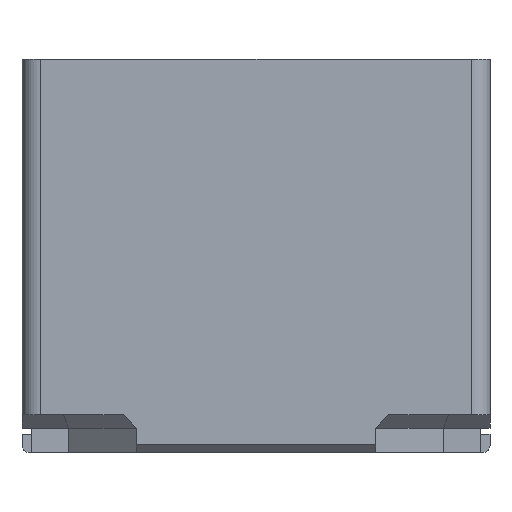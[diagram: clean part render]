
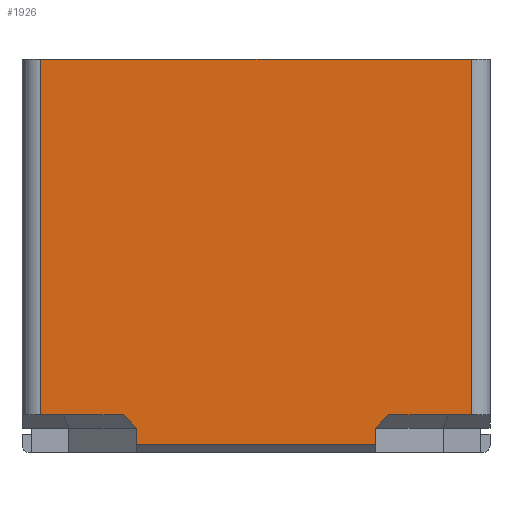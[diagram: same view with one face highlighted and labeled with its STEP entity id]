
A CAD part, left-side view. The second image highlights one B-rep face of the part: STEP entity #1926.
In plain terms, the highlighted planar face has unit normal (-1, 0, 0).
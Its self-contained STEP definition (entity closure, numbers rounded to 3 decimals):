
#95=PLANE('',#2085);
#196=FACE_OUTER_BOUND('',#300,.T.);
#300=EDGE_LOOP('',(#1759,#1760,#1761,#1762,#1763,#1764,#1765,#1766,#1767,
#1768));
#343=LINE('',#2715,#567);
#373=LINE('',#2771,#597);
#408=LINE('',#2900,#632);
#412=LINE('',#2915,#636);
#424=LINE('',#2942,#648);
#429=LINE('',#2952,#653);
#456=LINE('',#3006,#680);
#461=LINE('',#3014,#685);
#462=LINE('',#3016,#686);
#524=LINE('',#3142,#748);
#567=VECTOR('',#2180,10.);
#597=VECTOR('',#2214,10.);
#632=VECTOR('',#2351,10.);
#636=VECTOR('',#2369,10.);
#648=VECTOR('',#2389,10.);
#653=VECTOR('',#2396,10.);
#680=VECTOR('',#2441,10.);
#685=VECTOR('',#2452,10.);
#686=VECTOR('',#2455,10.);
#748=VECTOR('',#2599,10.);
#836=VERTEX_POINT('',#2712);
#837=VERTEX_POINT('',#2714);
#861=VERTEX_POINT('',#2770);
#903=VERTEX_POINT('',#2897);
#904=VERTEX_POINT('',#2899);
#908=VERTEX_POINT('',#2914);
#919=VERTEX_POINT('',#2940);
#923=VERTEX_POINT('',#2950);
#940=VERTEX_POINT('',#3003);
#941=VERTEX_POINT('',#3005);
#1017=EDGE_CURVE('',#836,#837,#343,.T.);
#1047=EDGE_CURVE('',#861,#837,#373,.T.);
#1111=EDGE_CURVE('',#903,#904,#408,.T.);
#1118=EDGE_CURVE('',#904,#908,#412,.T.);
#1132=EDGE_CURVE('',#919,#903,#424,.T.);
#1137=EDGE_CURVE('',#919,#923,#429,.T.);
#1164=EDGE_CURVE('',#940,#941,#456,.T.);
#1169=EDGE_CURVE('',#836,#941,#461,.T.);
#1170=EDGE_CURVE('',#861,#923,#462,.T.);
#1232=EDGE_CURVE('',#940,#908,#524,.T.);
#1759=ORIENTED_EDGE('',*,*,#1017,.F.);
#1760=ORIENTED_EDGE('',*,*,#1169,.T.);
#1761=ORIENTED_EDGE('',*,*,#1164,.F.);
#1762=ORIENTED_EDGE('',*,*,#1232,.T.);
#1763=ORIENTED_EDGE('',*,*,#1118,.F.);
#1764=ORIENTED_EDGE('',*,*,#1111,.F.);
#1765=ORIENTED_EDGE('',*,*,#1132,.F.);
#1766=ORIENTED_EDGE('',*,*,#1137,.T.);
#1767=ORIENTED_EDGE('',*,*,#1170,.F.);
#1768=ORIENTED_EDGE('',*,*,#1047,.T.);
#1926=ADVANCED_FACE('',(#196),#95,.T.);
#2085=AXIS2_PLACEMENT_3D('',#3143,#2600,#2601);
#2180=DIRECTION('',(0.,1.,0.));
#2214=DIRECTION('',(0.,0.,-1.));
#2351=DIRECTION('',(0.,-1.,0.));
#2369=DIRECTION('',(0.,0.,-1.));
#2389=DIRECTION('',(0.,0.,1.));
#2396=DIRECTION('',(0.,-1.,0.));
#2441=DIRECTION('',(0.,0.707,-0.707));
#2452=DIRECTION('',(0.,0.,1.));
#2455=DIRECTION('',(0.,0.707,0.707));
#2599=DIRECTION('',(0.,-1.,0.));
#2600=DIRECTION('center_axis',(-1.,0.,0.));
#2601=DIRECTION('ref_axis',(0.,-1.,0.));
#2712=CARTESIAN_POINT('',(-6.25,-3.2,0.2));
#2714=CARTESIAN_POINT('',(-6.25,3.2,0.2));
#2715=CARTESIAN_POINT('',(-6.25,3.125,0.2));
#2770=CARTESIAN_POINT('',(-6.25,3.2,0.65));
#2771=CARTESIAN_POINT('',(-6.25,3.2,0.));
#2897=CARTESIAN_POINT('',(-6.25,5.75,10.5));
#2899=CARTESIAN_POINT('',(-6.25,-5.75,10.5));
#2900=CARTESIAN_POINT('',(-6.25,6.25,10.5));
#2914=CARTESIAN_POINT('',(-6.25,-5.75,1.));
#2915=CARTESIAN_POINT('',(-6.25,-5.75,0.));
#2940=CARTESIAN_POINT('',(-6.25,5.75,1.));
#2942=CARTESIAN_POINT('',(-6.25,5.75,0.));
#2950=CARTESIAN_POINT('',(-6.25,3.55,1.));
#2952=CARTESIAN_POINT('',(-6.25,5.488,1.));
#3003=CARTESIAN_POINT('',(-6.25,-3.55,1.));
#3005=CARTESIAN_POINT('',(-6.25,-3.2,0.65));
#3006=CARTESIAN_POINT('',(-6.25,-0.763,-1.788));
#3014=CARTESIAN_POINT('',(-6.25,-3.2,0.));
#3016=CARTESIAN_POINT('',(-6.25,3.888,1.338));
#3142=CARTESIAN_POINT('',(-6.25,0.763,1.));
#3143=CARTESIAN_POINT('Origin',(-6.25,6.25,0.));
